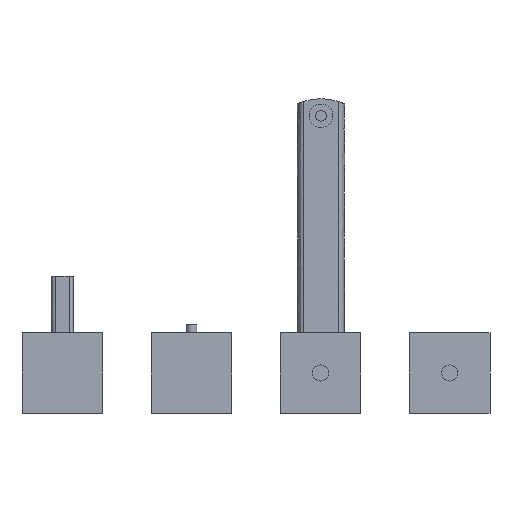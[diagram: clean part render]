
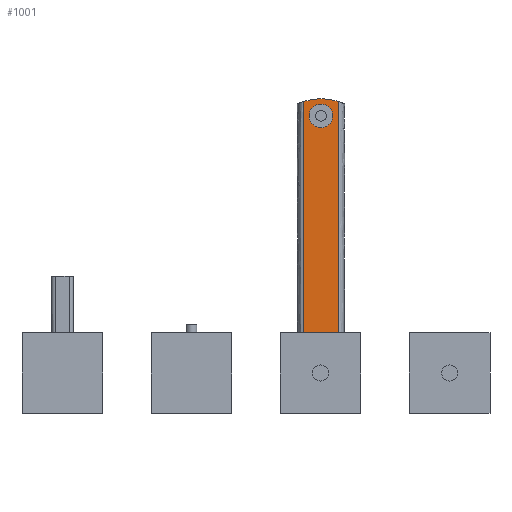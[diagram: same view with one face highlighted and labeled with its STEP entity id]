
A CAD part, front view. The second image highlights one B-rep face of the part: STEP entity #1001.
In plain terms, the highlighted planar face has unit normal (0, -1, 0).
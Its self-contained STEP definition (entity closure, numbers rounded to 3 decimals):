
#50 = EDGE_CURVE ( 'NONE', #3272, #1783, #277, .T. ) ;
#87 = CIRCLE ( 'NONE', #4358, 25. ) ;
#105 = DIRECTION ( 'NONE',  ( 0., 1., 0. ) ) ;
#277 = LINE ( 'NONE', #2843, #1420 ) ;
#590 = CARTESIAN_POINT ( 'NONE',  ( 42.427, 92., 252.42 ) ) ;
#681 = CARTESIAN_POINT ( 'NONE',  ( 58.034, 92., 0. ) ) ;
#708 = ORIENTED_EDGE ( 'NONE', *, *, #1626, .F. ) ;
#940 = CARTESIAN_POINT ( 'NONE',  ( 42.427, 92., 255. ) ) ;
#1001 = ADVANCED_FACE ( 'NONE', ( #2382 ), #3245, .T. ) ;
#1047 = DIRECTION ( 'NONE',  ( 1., 0., 0. ) ) ;
#1235 = CARTESIAN_POINT ( 'NONE',  ( 74.419, 92., 18.882 ) ) ;
#1281 = CARTESIAN_POINT ( 'NONE',  ( 42.427, 92., 19.53 ) ) ;
#1331 = DIRECTION ( 'NONE',  ( 0., -1., 0. ) ) ;
#1420 = VECTOR ( 'NONE', #2449, 1000. ) ;
#1626 = EDGE_CURVE ( 'NONE', #1783, #1839, #2793, .T. ) ;
#1732 = ORIENTED_EDGE ( 'NONE', *, *, #4146, .F. ) ;
#1783 = VERTEX_POINT ( 'NONE', #590 ) ;
#1839 = VERTEX_POINT ( 'NONE', #4467 ) ;
#2336 = ORIENTED_EDGE ( 'NONE', *, *, #3901, .F. ) ;
#2382 = FACE_OUTER_BOUND ( 'NONE', #3685, .T. ) ;
#2397 = CARTESIAN_POINT ( 'NONE',  ( 58.423, 92., 204.117 ) ) ;
#2449 = DIRECTION ( 'NONE',  ( 0., 0., 1. ) ) ;
#2514 = ORIENTED_EDGE ( 'NONE', *, *, #50, .F. ) ;
#2793 = CIRCLE ( 'NONE', #4037, 50.883 ) ;
#2795 = DIRECTION ( 'NONE',  ( -1., 0., 0. ) ) ;
#2838 = LINE ( 'NONE', #4996, #3610 ) ;
#2843 = CARTESIAN_POINT ( 'NONE',  ( 42.427, 92., 131.306 ) ) ;
#3080 = DIRECTION ( 'NONE',  ( 0., 0., -1. ) ) ;
#3245 = PLANE ( 'NONE',  #4973 ) ;
#3272 = VERTEX_POINT ( 'NONE', #1281 ) ;
#3358 = DIRECTION ( 'NONE',  ( 0., -1., 0. ) ) ;
#3610 = VECTOR ( 'NONE', #3080, 1000. ) ;
#3685 = EDGE_LOOP ( 'NONE', ( #708, #2514, #1732, #2336 ) ) ;
#3901 = EDGE_CURVE ( 'NONE', #1839, #4008, #2838, .T. ) ;
#4004 = DIRECTION ( 'NONE',  ( -1., 0., 0. ) ) ;
#4008 = VERTEX_POINT ( 'NONE', #1235 ) ;
#4037 = AXIS2_PLACEMENT_3D ( 'NONE', #2397, #105, #2795 ) ;
#4146 = EDGE_CURVE ( 'NONE', #4008, #3272, #87, .T. ) ;
#4358 = AXIS2_PLACEMENT_3D ( 'NONE', #681, #3358, #1047 ) ;
#4467 = CARTESIAN_POINT ( 'NONE',  ( 74.419, 92., 252.42 ) ) ;
#4973 = AXIS2_PLACEMENT_3D ( 'NONE', #940, #1331, #4004 ) ;
#4996 = CARTESIAN_POINT ( 'NONE',  ( 74.419, 92., 130.582 ) ) ;
